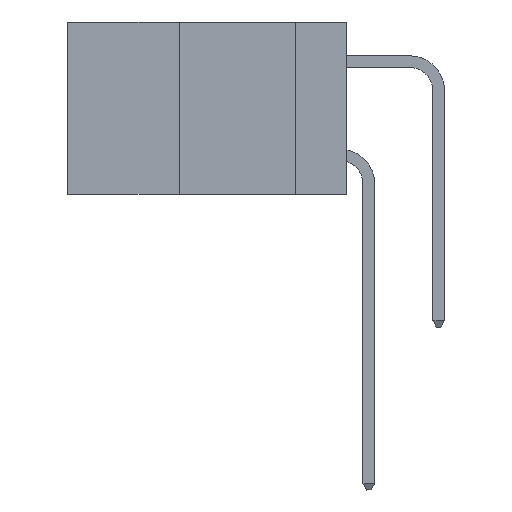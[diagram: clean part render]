
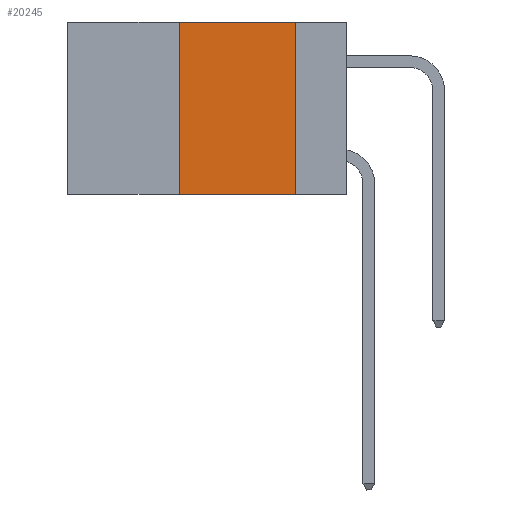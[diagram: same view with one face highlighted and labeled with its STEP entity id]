
A CAD part, left-side view. The second image highlights one B-rep face of the part: STEP entity #20245.
In plain terms, the highlighted planar face has unit normal (-1, 0, 0).
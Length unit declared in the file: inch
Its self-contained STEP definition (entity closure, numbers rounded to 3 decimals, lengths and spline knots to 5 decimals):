
#247 = CARTESIAN_POINT ( 'NONE',  ( 0., 0.6, 0. ) ) ;
#1677 = CARTESIAN_POINT ( 'NONE',  ( 0., 0.36, 0. ) ) ;
#1802 = CARTESIAN_POINT ( 'NONE',  ( 0., 0.11, 0. ) ) ;
#2585 = VERTEX_POINT ( 'NONE', #38754 ) ;
#2586 = AXIS2_PLACEMENT_3D ( 'NONE', #34077, #31259, #27661 ) ;
#4828 = EDGE_LOOP ( 'NONE', ( #31223, #20376, #29913, #37896 ) ) ;
#4926 = DIRECTION ( 'NONE',  ( 0., 0., -1. ) ) ;
#4959 = LINE ( 'NONE', #10091, #21397 ) ;
#5102 = FACE_OUTER_BOUND ( 'NONE', #4828, .T. ) ;
#5666 = LINE ( 'NONE', #1802, #15721 ) ;
#8902 = VECTOR ( 'NONE', #28676, 39.37008 ) ;
#9081 = EDGE_CURVE ( 'NONE', #26243, #2585, #14694, .T. ) ;
#9685 = EDGE_CURVE ( 'NONE', #39333, #2585, #5666, .T. ) ;
#10091 = CARTESIAN_POINT ( 'NONE',  ( 0., 0.36, 0. ) ) ;
#14694 = LINE ( 'NONE', #32232, #8902 ) ;
#15721 = VECTOR ( 'NONE', #4926, 39.37008 ) ;
#17776 = CARTESIAN_POINT ( 'NONE',  ( 0., 0.36, -0.37 ) ) ;
#20245 = ADVANCED_FACE ( 'NONE', ( #5102 ), #20861, .F. ) ;
#20376 = ORIENTED_EDGE ( 'NONE', *, *, #34578, .F. ) ;
#20861 = PLANE ( 'NONE',  #2586 ) ;
#21397 = VECTOR ( 'NONE', #40909, 39.37008 ) ;
#21929 = VECTOR ( 'NONE', #37596, 39.37008 ) ;
#26243 = VERTEX_POINT ( 'NONE', #17776 ) ;
#27661 = DIRECTION ( 'NONE',  ( 0., 0., -1. ) ) ;
#28676 = DIRECTION ( 'NONE',  ( 0., -1., 0. ) ) ;
#29913 = ORIENTED_EDGE ( 'NONE', *, *, #42305, .F. ) ;
#30978 = LINE ( 'NONE', #247, #21929 ) ;
#31223 = ORIENTED_EDGE ( 'NONE', *, *, #9685, .F. ) ;
#31259 = DIRECTION ( 'NONE',  ( 1., 0., 0. ) ) ;
#32232 = CARTESIAN_POINT ( 'NONE',  ( 0., 0.6, -0.37 ) ) ;
#34077 = CARTESIAN_POINT ( 'NONE',  ( 0., 0.6, 0. ) ) ;
#34578 = EDGE_CURVE ( 'NONE', #40748, #39333, #30978, .T. ) ;
#37596 = DIRECTION ( 'NONE',  ( 0., -1., 0. ) ) ;
#37896 = ORIENTED_EDGE ( 'NONE', *, *, #9081, .T. ) ;
#38754 = CARTESIAN_POINT ( 'NONE',  ( 0., 0.11, -0.37 ) ) ;
#39333 = VERTEX_POINT ( 'NONE', #40806 ) ;
#40748 = VERTEX_POINT ( 'NONE', #1677 ) ;
#40806 = CARTESIAN_POINT ( 'NONE',  ( 0., 0.11, 0. ) ) ;
#40909 = DIRECTION ( 'NONE',  ( 0., 0., 1. ) ) ;
#42305 = EDGE_CURVE ( 'NONE', #26243, #40748, #4959, .T. ) ;
